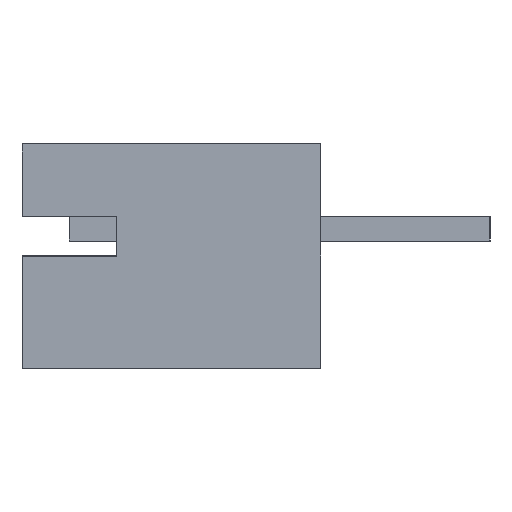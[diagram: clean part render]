
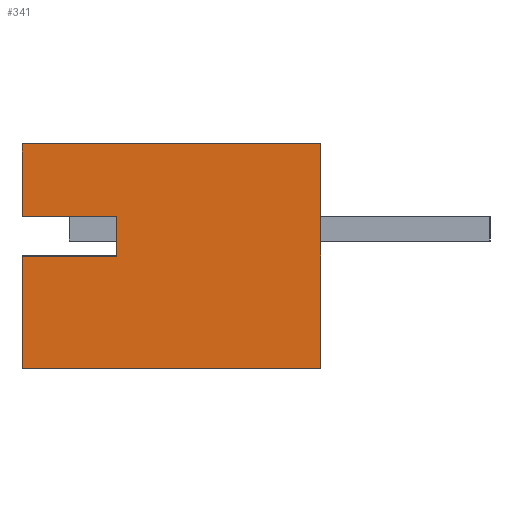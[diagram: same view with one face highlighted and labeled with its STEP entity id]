
A CAD part, left-side view. The second image highlights one B-rep face of the part: STEP entity #341.
In plain terms, the highlighted planar face has unit normal (-1, 0, 0).
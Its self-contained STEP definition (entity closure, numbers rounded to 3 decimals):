
#329 = EDGE_LOOP ( 'NONE', ( #355, #356, #353, #354, #351, #352, #342, #343 ) ) ;
#341 = ADVANCED_FACE ( 'NONE', ( #2673 ), #2431, .F. ) ;
#342 = ORIENTED_EDGE ( 'NONE', *, *, #1414, .T. ) ;
#343 = ORIENTED_EDGE ( 'NONE', *, *, #401, .T. ) ;
#351 = ORIENTED_EDGE ( 'NONE', *, *, #1451, .T. ) ;
#352 = ORIENTED_EDGE ( 'NONE', *, *, #1475, .T. ) ;
#353 = ORIENTED_EDGE ( 'NONE', *, *, #1083, .T. ) ;
#354 = ORIENTED_EDGE ( 'NONE', *, *, #1456, .T. ) ;
#355 = ORIENTED_EDGE ( 'NONE', *, *, #1481, .T. ) ;
#356 = ORIENTED_EDGE ( 'NONE', *, *, #1099, .T. ) ;
#401 = EDGE_CURVE ( 'NONE', #1497, #1482, #2826, .T. ) ;
#1083 = EDGE_CURVE ( 'NONE', #1097, #1533, #5028, .T. ) ;
#1097 = VERTEX_POINT ( 'NONE', #5104 ) ;
#1099 = EDGE_CURVE ( 'NONE', #1423, #1097, #5102, .T. ) ;
#1414 = EDGE_CURVE ( 'NONE', #1473, #1497, #5829, .T. ) ;
#1423 = VERTEX_POINT ( 'NONE', #5850 ) ;
#1449 = VERTEX_POINT ( 'NONE', #5874 ) ;
#1451 = EDGE_CURVE ( 'NONE', #1492, #1449, #5872, .T. ) ;
#1456 = EDGE_CURVE ( 'NONE', #1533, #1492, #5911, .T. ) ;
#1473 = VERTEX_POINT ( 'NONE', #5978 ) ;
#1475 = EDGE_CURVE ( 'NONE', #1449, #1473, #5976, .T. ) ;
#1481 = EDGE_CURVE ( 'NONE', #1482, #1423, #6025, .T. ) ;
#1482 = VERTEX_POINT ( 'NONE', #6021 ) ;
#1492 = VERTEX_POINT ( 'NONE', #6037 ) ;
#1497 = VERTEX_POINT ( 'NONE', #6083 ) ;
#1533 = VERTEX_POINT ( 'NONE', #6138 ) ;
#1969 = DIRECTION ( 'NONE',  ( 1., 0., 0. ) ) ;
#2198 = DIRECTION ( 'NONE',  ( 0., 0., -1. ) ) ;
#2429 = CARTESIAN_POINT ( 'NONE',  ( -38.85, 6., 0. ) ) ;
#2430 = AXIS2_PLACEMENT_3D ( 'NONE', #2429, #1969, #2198 ) ;
#2431 = PLANE ( 'NONE',  #2430 ) ;
#2673 = FACE_OUTER_BOUND ( 'NONE', #329, .T. ) ;
#2823 = DIRECTION ( 'NONE',  ( 0., 0., -1. ) ) ;
#2824 = VECTOR ( 'NONE', #2823, 1000. ) ;
#2825 = CARTESIAN_POINT ( 'NONE',  ( -38.85, 6., 0. ) ) ;
#2826 = LINE ( 'NONE', #2825, #2824 ) ;
#5025 = DIRECTION ( 'NONE',  ( 0., 1., 0. ) ) ;
#5026 = VECTOR ( 'NONE', #5025, 1000. ) ;
#5027 = CARTESIAN_POINT ( 'NONE',  ( -38.85, 0., 4.5 ) ) ;
#5028 = LINE ( 'NONE', #5027, #5026 ) ;
#5099 = DIRECTION ( 'NONE',  ( 0., 0., 1. ) ) ;
#5100 = VECTOR ( 'NONE', #5099, 1000. ) ;
#5101 = CARTESIAN_POINT ( 'NONE',  ( -38.85, 0., 0. ) ) ;
#5102 = LINE ( 'NONE', #5101, #5100 ) ;
#5104 = CARTESIAN_POINT ( 'NONE',  ( -38.85, 0., 4.5 ) ) ;
#5826 = DIRECTION ( 'NONE',  ( 0., 1., 0. ) ) ;
#5827 = VECTOR ( 'NONE', #5826, 1000. ) ;
#5828 = CARTESIAN_POINT ( 'NONE',  ( -38.85, 6., 2.25 ) ) ;
#5829 = LINE ( 'NONE', #5828, #5827 ) ;
#5850 = CARTESIAN_POINT ( 'NONE',  ( -38.85, 0., 0. ) ) ;
#5869 = DIRECTION ( 'NONE',  ( 0., -1., 0. ) ) ;
#5870 = VECTOR ( 'NONE', #5869, 1000. ) ;
#5871 = CARTESIAN_POINT ( 'NONE',  ( -38.85, 4.1, 3.05 ) ) ;
#5872 = LINE ( 'NONE', #5871, #5870 ) ;
#5874 = CARTESIAN_POINT ( 'NONE',  ( -38.85, 4.1, 3.05 ) ) ;
#5908 = DIRECTION ( 'NONE',  ( 0., 0., -1. ) ) ;
#5909 = VECTOR ( 'NONE', #5908, 1000. ) ;
#5910 = CARTESIAN_POINT ( 'NONE',  ( -38.85, 6., 3.05 ) ) ;
#5911 = LINE ( 'NONE', #5910, #5909 ) ;
#5973 = DIRECTION ( 'NONE',  ( 0., 0., -1. ) ) ;
#5974 = VECTOR ( 'NONE', #5973, 1000. ) ;
#5975 = CARTESIAN_POINT ( 'NONE',  ( -38.85, 4.1, 2.25 ) ) ;
#5976 = LINE ( 'NONE', #5975, #5974 ) ;
#5978 = CARTESIAN_POINT ( 'NONE',  ( -38.85, 4.1, 2.25 ) ) ;
#6021 = CARTESIAN_POINT ( 'NONE',  ( -38.85, 6., 0. ) ) ;
#6022 = DIRECTION ( 'NONE',  ( 0., -1., 0. ) ) ;
#6023 = VECTOR ( 'NONE', #6022, 1000. ) ;
#6024 = CARTESIAN_POINT ( 'NONE',  ( -38.85, 0., 0. ) ) ;
#6025 = LINE ( 'NONE', #6024, #6023 ) ;
#6037 = CARTESIAN_POINT ( 'NONE',  ( -38.85, 6., 3.05 ) ) ;
#6083 = CARTESIAN_POINT ( 'NONE',  ( -38.85, 6., 2.25 ) ) ;
#6138 = CARTESIAN_POINT ( 'NONE',  ( -38.85, 6., 4.5 ) ) ;
